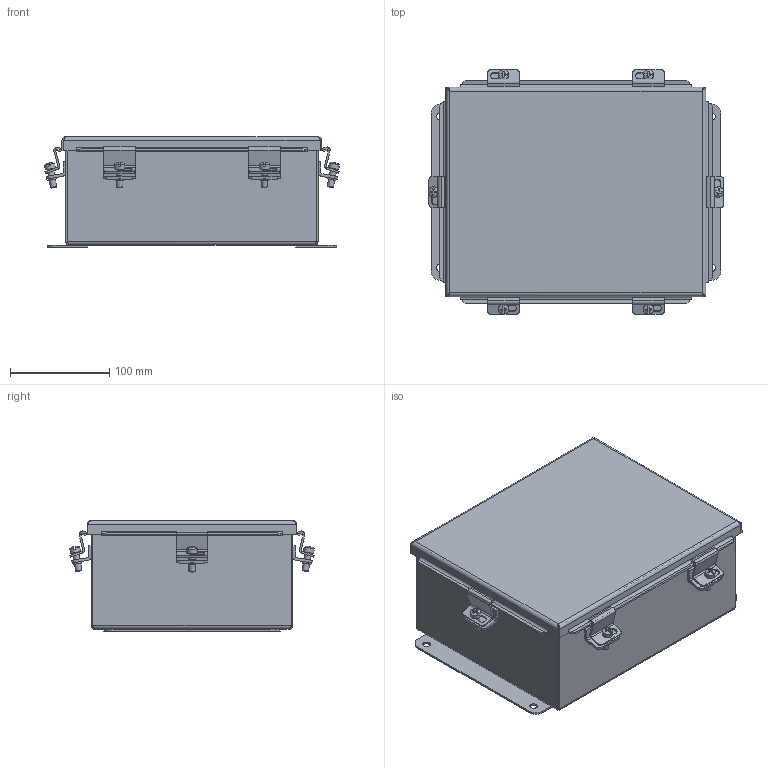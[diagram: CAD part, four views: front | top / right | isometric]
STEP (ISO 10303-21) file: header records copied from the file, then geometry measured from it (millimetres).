
FILE_DESCRIPTION(/* description */ ('NEMA4,JIC,304SS,10X8X4'),/* implementation_level */ '2;1');
FILE_NAME(/* name */ 'BN4100804SS.stp',/* time_stamp */ '2021-10-14T10:44:29-05:00',/* author */ ('samuelbadillo'),/* organization */ (''),/* preprocessor_version */ 'ST-DEVELOPER v18',/* originating_system */ 'Autodesk Inventor 2020',/* authorisation */ '');
FILE_SCHEMA (('AUTOMOTIVE_DESIGN { 1 0 10303 214 3 1 1 }'));
Length unit declared in the file: inch
Products named in the file (10): BN4100804SS; 34973; C2002; 372134; C2001; B_1008SSLID; HFW3883; B_100804_SSBKP; 34854; B_1008_FIP
Assembly tree (28 placements, depth 2):
  BN4100804SS
    34973  x4
    C2002  x6
    372134  x6
    C2001  x6
    B_1008SSLID
    HFW3883
    B_100804_SSBKP
    34854  x2
    B_1008_FIP
Bounding box: 297.38 x 246.62 x 111.35 mm (x, y, z)
Volume: 439414.4 mm3; surface area: 532631.3 mm2
Topology: 28 solids, 28 shells, 671 faces, 1636 edges, 1061 vertices
Faces by surface type: plane 380, cylinder 186, bspline 48, torus 38, sphere 12, cone 7
Full cylindrical faces by diameter (mm): 2.794 x24, 3.962 x4, 4.826 x1, 4.978 x6, 6.35 x6, 7.62 x4, 7.874 x4, 8.56 x1, 8.738 x6, 10.402 x6, 15.875 x4
Entity records: 10204 total; most frequent: CARTESIAN_POINT 2577, DIRECTION 1433, ORIENTED_EDGE 1416, EDGE_CURVE 708, AXIS2_PLACEMENT_3D 488, LINE 457, VECTOR 457, VERTEX_POINT 427
